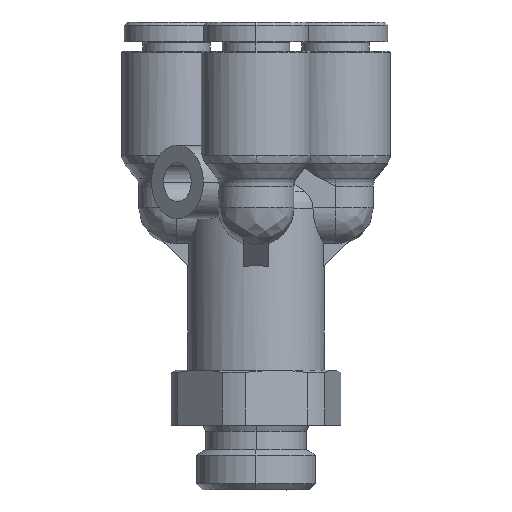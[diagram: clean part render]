
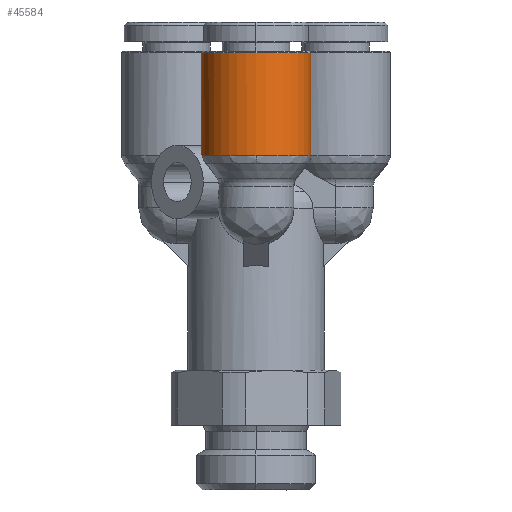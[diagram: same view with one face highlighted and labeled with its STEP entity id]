
A CAD part, left-side view. The second image highlights one B-rep face of the part: STEP entity #45584.
In plain terms, the highlighted cylindrical face has radius 4.5 mm (diameter 9 mm), a partial arc.
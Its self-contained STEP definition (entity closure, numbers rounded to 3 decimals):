
#488 = AXIS2_PLACEMENT_3D ( 'NONE', #33556, #38190, #10928 ) ;
#589 = EDGE_CURVE ( 'NONE', #15356, #30651, #36775, .T. ) ;
#823 = VERTEX_POINT ( 'NONE', #55279 ) ;
#855 = B_SPLINE_CURVE_WITH_KNOTS ( 'NONE', 3,
 ( #9287, #53744, #31142, #27263 ),
 .UNSPECIFIED., .F., .F.,
 ( 4, 4 ),
 ( 0., 0.001 ),
 .UNSPECIFIED. ) ;
#4334 = CARTESIAN_POINT ( 'NONE',  ( 0.825, 0., -28.476 ) ) ;
#4481 = VERTEX_POINT ( 'NONE', #54373 ) ;
#4629 = CARTESIAN_POINT ( 'NONE',  ( 0.322, 4.5, -28.476 ) ) ;
#5095 = ORIENTED_EDGE ( 'NONE', *, *, #29428, .T. ) ;
#6672 = AXIS2_PLACEMENT_3D ( 'NONE', #52066, #34282, #35029 ) ;
#7995 = EDGE_LOOP ( 'NONE', ( #47811, #5095, #41345, #35895, #37078, #42191, #22622 ) ) ;
#8753 = DIRECTION ( 'NONE',  ( -1., 0., 0. ) ) ;
#9287 = CARTESIAN_POINT ( 'NONE',  ( 0.825, 4.413, -29.358 ) ) ;
#10522 = EDGE_CURVE ( 'NONE', #4481, #823, #47810, .T. ) ;
#10928 = DIRECTION ( 'NONE',  ( 0., 1., 0. ) ) ;
#12465 = AXIS2_PLACEMENT_3D ( 'NONE', #17909, #53124, #57165 ) ;
#13020 = CARTESIAN_POINT ( 'NONE',  ( -7.632, 4.5, -28.476 ) ) ;
#14158 = DIRECTION ( 'NONE',  ( 1., 0., 0. ) ) ;
#14543 = CARTESIAN_POINT ( 'NONE',  ( -7.632, 0., -32.976 ) ) ;
#15155 = FACE_OUTER_BOUND ( 'NONE', #7995, .T. ) ;
#15356 = VERTEX_POINT ( 'NONE', #14543 ) ;
#17568 = CIRCLE ( 'NONE', #24910, 4.5 ) ;
#17579 = DIRECTION ( 'NONE',  ( 1., 0., 0. ) ) ;
#17909 = CARTESIAN_POINT ( 'NONE',  ( -7.632, 0., -28.476 ) ) ;
#17998 = CARTESIAN_POINT ( 'NONE',  ( -7.632, 0., -28.476 ) ) ;
#20036 = VECTOR ( 'NONE', #22854, 1000. ) ;
#22622 = ORIENTED_EDGE ( 'NONE', *, *, #41123, .T. ) ;
#22854 = DIRECTION ( 'NONE',  ( 1., 0., 0. ) ) ;
#24910 = AXIS2_PLACEMENT_3D ( 'NONE', #4334, #8753, #39706 ) ;
#26094 = CIRCLE ( 'NONE', #12465, 4.5 ) ;
#26927 = CARTESIAN_POINT ( 'NONE',  ( 0.825, 0., -32.976 ) ) ;
#27263 = CARTESIAN_POINT ( 'NONE',  ( 0.322, 4.5, -28.476 ) ) ;
#29421 = VERTEX_POINT ( 'NONE', #4629 ) ;
#29428 = EDGE_CURVE ( 'NONE', #4481, #15356, #26094, .T. ) ;
#30651 = VERTEX_POINT ( 'NONE', #13020 ) ;
#30952 = CARTESIAN_POINT ( 'NONE',  ( -2.682, 4.5, -28.476 ) ) ;
#31142 = CARTESIAN_POINT ( 'NONE',  ( 0.444, 4.5, -28.798 ) ) ;
#31654 = VECTOR ( 'NONE', #17579, 1000. ) ;
#33556 = CARTESIAN_POINT ( 'NONE',  ( -2.682, 0., -28.476 ) ) ;
#34282 = DIRECTION ( 'NONE',  ( -1., 0., 0. ) ) ;
#34392 = EDGE_CURVE ( 'NONE', #35525, #45950, #17568, .T. ) ;
#35029 = DIRECTION ( 'NONE',  ( 0., 1., 0. ) ) ;
#35525 = VERTEX_POINT ( 'NONE', #56716 ) ;
#35816 = DIRECTION ( 'NONE',  ( 0., 1., 0. ) ) ;
#35895 = ORIENTED_EDGE ( 'NONE', *, *, #46447, .T. ) ;
#36775 = CIRCLE ( 'NONE', #46100, 4.5 ) ;
#37078 = ORIENTED_EDGE ( 'NONE', *, *, #48719, .F. ) ;
#38190 = DIRECTION ( 'NONE',  ( 1., 0., 0. ) ) ;
#39706 = DIRECTION ( 'NONE',  ( 0., 1., 0. ) ) ;
#41123 = EDGE_CURVE ( 'NONE', #45950, #823, #46552, .T. ) ;
#41345 = ORIENTED_EDGE ( 'NONE', *, *, #589, .T. ) ;
#42191 = ORIENTED_EDGE ( 'NONE', *, *, #34392, .T. ) ;
#44721 = CARTESIAN_POINT ( 'NONE',  ( -2.682, -4.5, -28.476 ) ) ;
#45584 = ADVANCED_FACE ( 'NONE', ( #15155 ), #53871, .T. ) ;
#45950 = VERTEX_POINT ( 'NONE', #26927 ) ;
#46100 = AXIS2_PLACEMENT_3D ( 'NONE', #17998, #14158, #35816 ) ;
#46447 = EDGE_CURVE ( 'NONE', #30651, #29421, #56525, .T. ) ;
#46552 = CIRCLE ( 'NONE', #6672, 4.5 ) ;
#47810 = LINE ( 'NONE', #44721, #20036 ) ;
#47811 = ORIENTED_EDGE ( 'NONE', *, *, #10522, .F. ) ;
#48719 = EDGE_CURVE ( 'NONE', #35525, #29421, #855, .T. ) ;
#52066 = CARTESIAN_POINT ( 'NONE',  ( 0.825, 0., -28.476 ) ) ;
#53124 = DIRECTION ( 'NONE',  ( 1., 0., 0. ) ) ;
#53744 = CARTESIAN_POINT ( 'NONE',  ( 0.606, 4.465, -29.096 ) ) ;
#53871 = CYLINDRICAL_SURFACE ( 'NONE', #488, 4.5 ) ;
#54373 = CARTESIAN_POINT ( 'NONE',  ( -7.632, -4.5, -28.476 ) ) ;
#55279 = CARTESIAN_POINT ( 'NONE',  ( 0.825, -4.5, -28.476 ) ) ;
#56525 = LINE ( 'NONE', #30952, #31654 ) ;
#56716 = CARTESIAN_POINT ( 'NONE',  ( 0.825, 4.413, -29.358 ) ) ;
#57165 = DIRECTION ( 'NONE',  ( 0., 1., 0. ) ) ;
